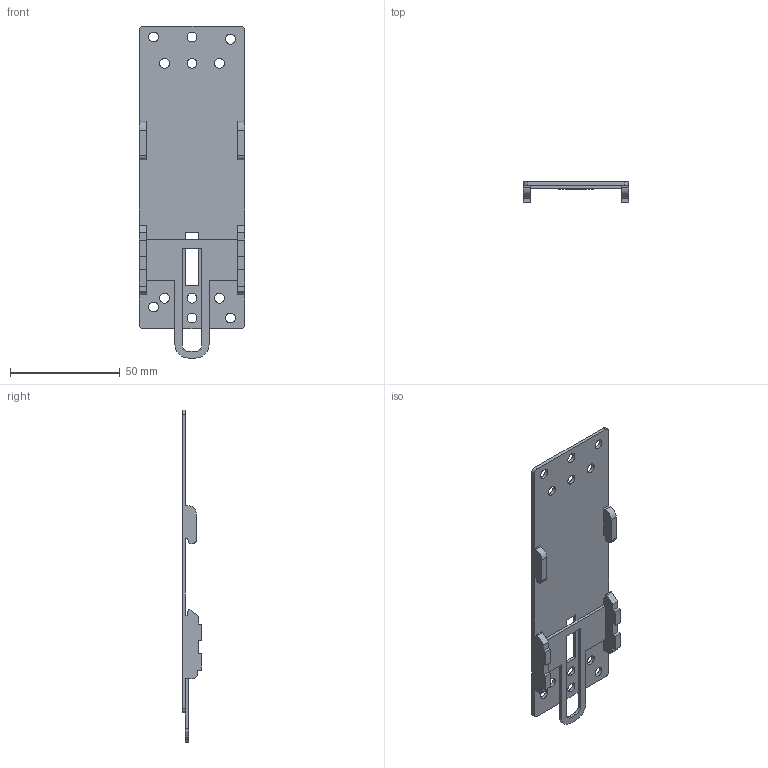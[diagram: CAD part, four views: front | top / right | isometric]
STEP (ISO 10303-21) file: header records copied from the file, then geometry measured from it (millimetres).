
FILE_DESCRIPTION(('CATIA V5 STEP Exchange'),'2;1');
FILE_NAME('1SDH001294R0001_1PA_001_00_A1_1p_DIN_Rail.stp','2014-12-04T15:40:45+00:00',('none'),('none'),'CATIA Version 5 Release 20 SP 1 (IN-10)','CATIA V5 STEP AP214','none');
FILE_SCHEMA(('AUTOMOTIVE_DESIGN { 1 0 10303 214 1 1 1 1 }'));
Length unit declared in the file: millimetre
Products named in the file (1): 1SDH001294R0001_1PA_001_00_A1_1p_DIN_Rail
Bounding box: 48 x 9 x 151.25 mm (x, y, z)
Volume: 12575.6 mm3; surface area: 15379.1 mm2
Topology: 1 solids, 1 shells, 106 faces, 319 edges, 211 vertices
Faces by surface type: plane 68, cylinder 38
Entity records: 3371 total; most frequent: ORIENTED_EDGE 638, CARTESIAN_POINT 594, DIRECTION 445, EDGE_CURVE 319, VECTOR 243, LINE 243, VERTEX_POINT 211, AXIS2_PLACEMENT_3D 140
